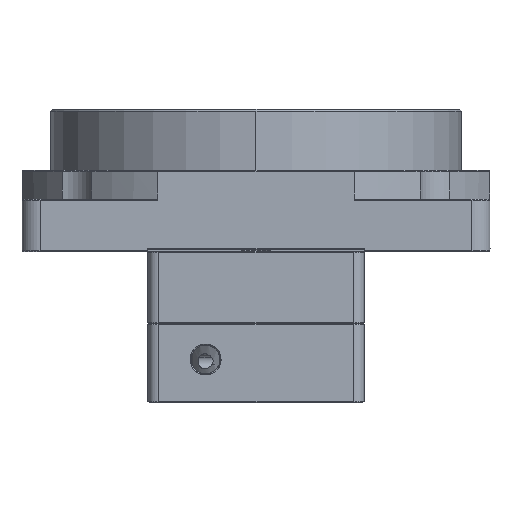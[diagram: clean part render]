
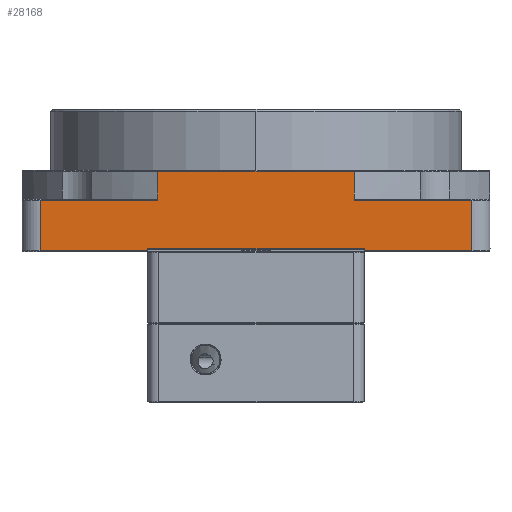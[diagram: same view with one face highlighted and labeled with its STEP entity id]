
A CAD part, left-side view. The second image highlights one B-rep face of the part: STEP entity #28168.
In plain terms, the highlighted planar face has unit normal (1, 0, 0).
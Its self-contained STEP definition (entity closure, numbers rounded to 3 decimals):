
#1928=LINE('',#89481,#4164);
#1929=LINE('',#89483,#4165);
#1930=LINE('',#89485,#4166);
#1931=LINE('',#89487,#4167);
#1932=LINE('',#89489,#4168);
#1933=LINE('',#89491,#4169);
#1934=LINE('',#89493,#4170);
#1935=LINE('',#89495,#4171);
#1936=LINE('',#89497,#4172);
#1937=LINE('',#89499,#4173);
#1938=LINE('',#89501,#4174);
#1939=LINE('',#89503,#4175);
#4164=VECTOR('',#66536,1.);
#4165=VECTOR('',#66539,1.);
#4166=VECTOR('',#66540,1.);
#4167=VECTOR('',#66541,1.);
#4168=VECTOR('',#66542,1.);
#4169=VECTOR('',#66543,1.);
#4170=VECTOR('',#66544,1.);
#4171=VECTOR('',#66545,1.);
#4172=VECTOR('',#66546,1.);
#4173=VECTOR('',#66547,1.);
#4174=VECTOR('',#66548,1.);
#4175=VECTOR('',#66549,1.);
#5969=PLANE('',#58255);
#28168=ADVANCED_FACE('',(#29663),#5969,.T.);
#29663=FACE_OUTER_BOUND('',#31399,.T.);
#31399=EDGE_LOOP('',(#39869,#39870,#39871,#39872,#39873,#39874,#39875,#39876,
#39877,#39878,#39879,#39880));
#39869=ORIENTED_EDGE('',*,*,#52706,.T.);
#39870=ORIENTED_EDGE('',*,*,#52705,.F.);
#39871=ORIENTED_EDGE('',*,*,#52707,.T.);
#39872=ORIENTED_EDGE('',*,*,#52708,.F.);
#39873=ORIENTED_EDGE('',*,*,#52709,.T.);
#39874=ORIENTED_EDGE('',*,*,#52710,.F.);
#39875=ORIENTED_EDGE('',*,*,#52711,.T.);
#39876=ORIENTED_EDGE('',*,*,#52712,.F.);
#39877=ORIENTED_EDGE('',*,*,#52713,.T.);
#39878=ORIENTED_EDGE('',*,*,#52714,.F.);
#39879=ORIENTED_EDGE('',*,*,#52715,.T.);
#39880=ORIENTED_EDGE('',*,*,#52716,.F.);
#46730=VERTEX_POINT('',#89478);
#46731=VERTEX_POINT('',#89480);
#46732=VERTEX_POINT('',#89484);
#46733=VERTEX_POINT('',#89486);
#46734=VERTEX_POINT('',#89488);
#46735=VERTEX_POINT('',#89490);
#46736=VERTEX_POINT('',#89492);
#46737=VERTEX_POINT('',#89494);
#46738=VERTEX_POINT('',#89496);
#46739=VERTEX_POINT('',#89498);
#46740=VERTEX_POINT('',#89500);
#46741=VERTEX_POINT('',#89502);
#52705=EDGE_CURVE('',#46731,#46730,#1928,.T.);
#52706=EDGE_CURVE('',#46732,#46730,#1929,.T.);
#52707=EDGE_CURVE('',#46731,#46733,#1930,.T.);
#52708=EDGE_CURVE('',#46734,#46733,#1931,.T.);
#52709=EDGE_CURVE('',#46734,#46735,#1932,.T.);
#52710=EDGE_CURVE('',#46736,#46735,#1933,.T.);
#52711=EDGE_CURVE('',#46736,#46737,#1934,.T.);
#52712=EDGE_CURVE('',#46738,#46737,#1935,.T.);
#52713=EDGE_CURVE('',#46738,#46739,#1936,.T.);
#52714=EDGE_CURVE('',#46740,#46739,#1937,.T.);
#52715=EDGE_CURVE('',#46740,#46741,#1938,.T.);
#52716=EDGE_CURVE('',#46732,#46741,#1939,.T.);
#58255=AXIS2_PLACEMENT_3D('',#89504,#66550,#66551);
#66536=DIRECTION('',(0.,0.,1.));
#66539=DIRECTION('',(0.,-1.,0.));
#66540=DIRECTION('',(0.,1.,0.));
#66541=DIRECTION('',(0.,0.,-1.));
#66542=DIRECTION('',(0.,1.,0.));
#66543=DIRECTION('',(0.,0.,1.));
#66544=DIRECTION('',(0.,1.,0.));
#66545=DIRECTION('',(0.,0.,-1.));
#66546=DIRECTION('',(0.,-1.,0.));
#66547=DIRECTION('',(0.,0.,-1.));
#66548=DIRECTION('',(0.,-1.,0.));
#66549=DIRECTION('',(0.,0.,1.));
#66550=DIRECTION('',(1.,0.,0.));
#66551=DIRECTION('',(0.,-1.,0.));
#89478=CARTESIAN_POINT('',(-58.56,-60.,-0.25));
#89480=CARTESIAN_POINT('',(-58.56,-60.,-14.25));
#89481=CARTESIAN_POINT('',(-58.56,-60.,-14.25));
#89483=CARTESIAN_POINT('',(-58.56,-27.299,-0.25));
#89484=CARTESIAN_POINT('',(-58.56,-27.299,-0.25));
#89485=CARTESIAN_POINT('',(-58.56,-60.,-14.25));
#89486=CARTESIAN_POINT('',(-58.56,-30.,-14.25));
#89487=CARTESIAN_POINT('',(-58.56,-30.,-13.75));
#89488=CARTESIAN_POINT('',(-58.56,-30.,-13.75));
#89489=CARTESIAN_POINT('',(-58.56,-30.,-13.75));
#89490=CARTESIAN_POINT('',(-58.56,30.,-13.75));
#89491=CARTESIAN_POINT('',(-58.56,30.,-14.25));
#89492=CARTESIAN_POINT('',(-58.56,30.,-14.25));
#89493=CARTESIAN_POINT('',(-58.56,30.,-14.25));
#89494=CARTESIAN_POINT('',(-58.56,60.,-14.25));
#89495=CARTESIAN_POINT('',(-58.56,60.,-0.25));
#89496=CARTESIAN_POINT('',(-58.56,60.,-0.25));
#89497=CARTESIAN_POINT('',(-58.56,60.,-0.25));
#89498=CARTESIAN_POINT('',(-58.56,27.299,-0.25));
#89499=CARTESIAN_POINT('',(-58.56,27.299,7.75));
#89500=CARTESIAN_POINT('',(-58.56,27.299,7.75));
#89501=CARTESIAN_POINT('',(-58.56,27.299,7.75));
#89502=CARTESIAN_POINT('',(-58.56,-27.299,7.75));
#89503=CARTESIAN_POINT('',(-58.56,-27.299,-0.25));
#89504=CARTESIAN_POINT('',(-58.56,0.,-3.25));
